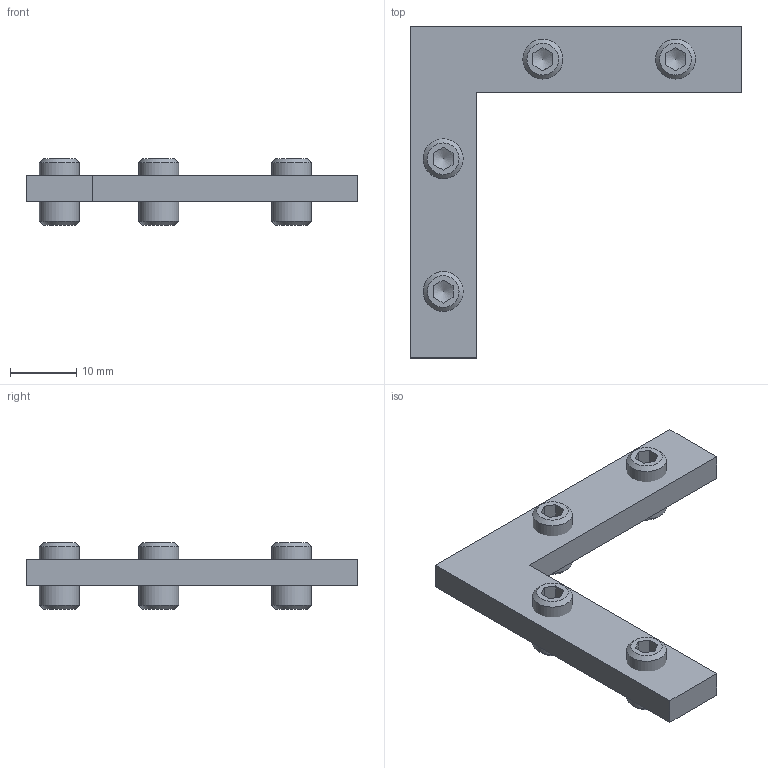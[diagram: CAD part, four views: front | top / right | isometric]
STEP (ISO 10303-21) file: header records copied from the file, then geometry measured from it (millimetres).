
FILE_DESCRIPTION(/* description */ ('Złącze kątowe 90°'),/* implementation_level */ '2;1');
FILE_NAME(/* name */ '321290.stp',/* time_stamp */ '2022-10-06T08:06:56+02:00',/* author */ ('aluteckkpl_am'),/* organization */ (''),/* preprocessor_version */ 'ST-DEVELOPER v18.1',/* originating_system */ 'Autodesk Inventor 2021',/* authorisation */ '');
FILE_SCHEMA (('CONFIG_CONTROL_DESIGN'));
Length unit declared in the file: millimetre
Products named in the file (1): 321290
Bounding box: 50 x 50 x 10 mm (x, y, z)
Volume: 4279.4 mm3; surface area: 3771.3 mm2
Topology: 5 solids, 5 shells, 60 faces, 150 edges, 100 vertices
Faces by surface type: plane 40, cone 12, cylinder 8
Full cylindrical faces by diameter (mm): 4.917 x4, 6 x4
Entity records: 1856 total; most frequent: CARTESIAN_POINT 355, ORIENTED_EDGE 292, DIRECTION 280, EDGE_CURVE 146, VERTEX_POINT 100, AXIS2_PLACEMENT_3D 97, LINE 86, VECTOR 86
